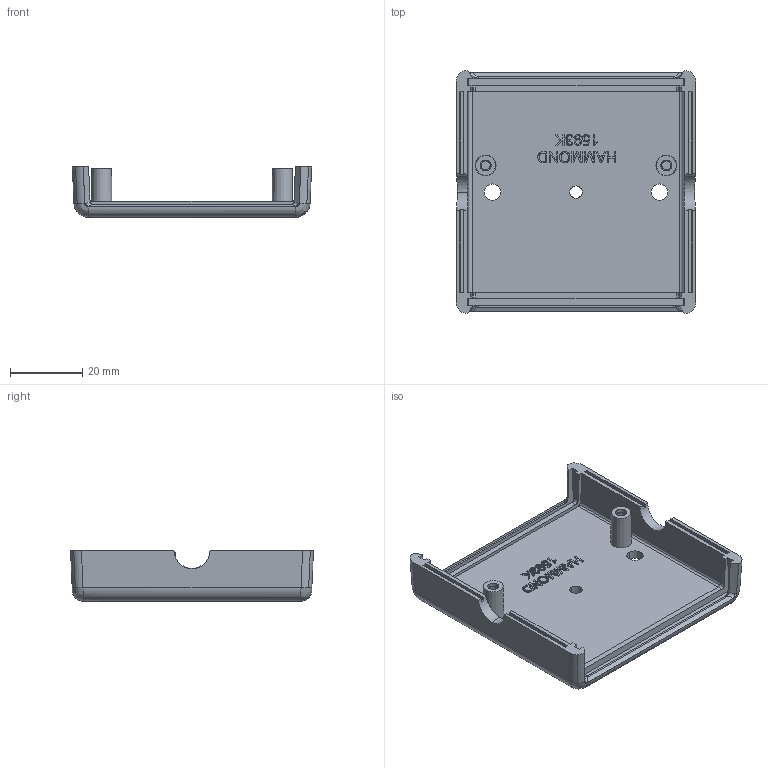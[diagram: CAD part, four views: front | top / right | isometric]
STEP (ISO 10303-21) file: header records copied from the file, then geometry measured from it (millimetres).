
FILE_DESCRIPTION (( 'STEP AP214' ), '1' );
FILE_NAME ('1593K Top.stp.STEP', '2025-07-17T15:25:20', ( '' ), ( '' ), 'SwSTEP 2.0', 'SolidWorks 2023', '' );
FILE_SCHEMA (( 'AUTOMOTIVE_DESIGN' ));
Length unit declared in the file: millimetre
Products named in the file (1): 1593K Top.stp
Bounding box: 66.22 x 67.22 x 14 mm (x, y, z)
Volume: 15559.7 mm3; surface area: 13465.3 mm2
Topology: 1 solids, 1 shells, 325 faces, 888 edges, 588 vertices
Faces by surface type: plane 180, bspline 88, cylinder 53, cone 4
Entity records: 11444 total; most frequent: CARTESIAN_POINT 3915, ORIENTED_EDGE 1776, DIRECTION 1180, EDGE_CURVE 888, VERTEX_POINT 588, LINE 532, VECTOR 532, EDGE_LOOP 354
